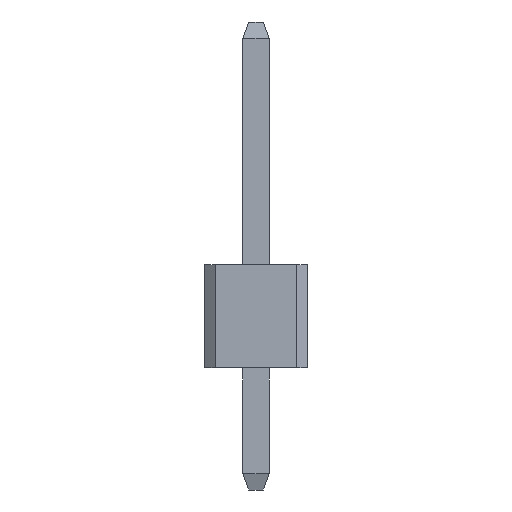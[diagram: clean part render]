
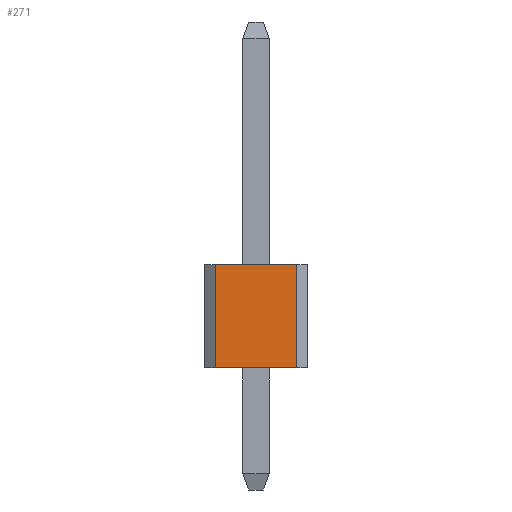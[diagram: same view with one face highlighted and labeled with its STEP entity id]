
A CAD part, front view. The second image highlights one B-rep face of the part: STEP entity #271.
In plain terms, the highlighted planar face has unit normal (0, -1, 0).
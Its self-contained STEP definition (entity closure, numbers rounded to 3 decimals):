
#40 = CARTESIAN_POINT ( 'NONE',  ( -1., -1.27, 3. ) ) ;
#104 = VERTEX_POINT ( 'NONE', #204 ) ;
#107 = AXIS2_PLACEMENT_3D ( 'NONE', #1112, #226, #130 ) ;
#130 = DIRECTION ( 'NONE',  ( 0., 0., -1. ) ) ;
#134 = VECTOR ( 'NONE', #963, 1000. ) ;
#144 = DIRECTION ( 'NONE',  ( -1., 0., 0. ) ) ;
#177 = ORIENTED_EDGE ( 'NONE', *, *, #530, .T. ) ;
#204 = CARTESIAN_POINT ( 'NONE',  ( 1., -1.27, 3. ) ) ;
#226 = DIRECTION ( 'NONE',  ( 0., -1., 0. ) ) ;
#249 = CARTESIAN_POINT ( 'NONE',  ( 1., -1.27, 5.54 ) ) ;
#250 = VERTEX_POINT ( 'NONE', #1123 ) ;
#271 = ADVANCED_FACE ( 'NONE', ( #890 ), #904, .T. ) ;
#315 = VERTEX_POINT ( 'NONE', #249 ) ;
#371 = LINE ( 'NONE', #689, #691 ) ;
#394 = ORIENTED_EDGE ( 'NONE', *, *, #425, .F. ) ;
#425 = EDGE_CURVE ( 'NONE', #315, #104, #921, .T. ) ;
#431 = CARTESIAN_POINT ( 'NONE',  ( -1., -1.27, 5.54 ) ) ;
#472 = LINE ( 'NONE', #40, #554 ) ;
#530 = EDGE_CURVE ( 'NONE', #315, #818, #371, .T. ) ;
#533 = VECTOR ( 'NONE', #1254, 1000. ) ;
#540 = EDGE_CURVE ( 'NONE', #104, #250, #472, .T. ) ;
#554 = VECTOR ( 'NONE', #1357, 1000. ) ;
#689 = CARTESIAN_POINT ( 'NONE',  ( -1., -1.27, 5.54 ) ) ;
#691 = VECTOR ( 'NONE', #144, 1000. ) ;
#818 = VERTEX_POINT ( 'NONE', #431 ) ;
#855 = LINE ( 'NONE', #975, #134 ) ;
#890 = FACE_OUTER_BOUND ( 'NONE', #1140, .T. ) ;
#904 = PLANE ( 'NONE',  #107 ) ;
#921 = LINE ( 'NONE', #1024, #533 ) ;
#963 = DIRECTION ( 'NONE',  ( 0., 0., -1. ) ) ;
#975 = CARTESIAN_POINT ( 'NONE',  ( -1., -1.27, 5.54 ) ) ;
#1024 = CARTESIAN_POINT ( 'NONE',  ( 1., -1.27, 5.54 ) ) ;
#1025 = EDGE_CURVE ( 'NONE', #818, #250, #855, .T. ) ;
#1112 = CARTESIAN_POINT ( 'NONE',  ( -1., -1.27, 5.54 ) ) ;
#1123 = CARTESIAN_POINT ( 'NONE',  ( -1., -1.27, 3. ) ) ;
#1140 = EDGE_LOOP ( 'NONE', ( #1244, #394, #177, #1192 ) ) ;
#1192 = ORIENTED_EDGE ( 'NONE', *, *, #1025, .T. ) ;
#1244 = ORIENTED_EDGE ( 'NONE', *, *, #540, .F. ) ;
#1254 = DIRECTION ( 'NONE',  ( 0., 0., -1. ) ) ;
#1357 = DIRECTION ( 'NONE',  ( -1., 0., 0. ) ) ;
